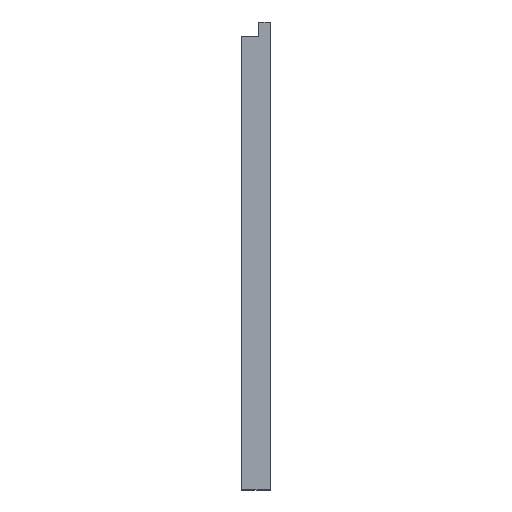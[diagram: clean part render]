
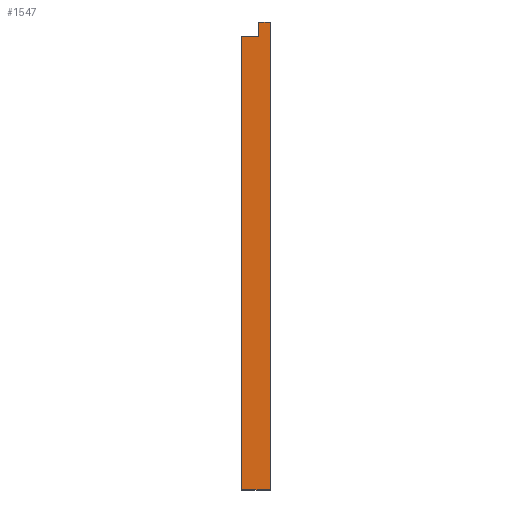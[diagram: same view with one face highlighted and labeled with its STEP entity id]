
A CAD part, left-side view. The second image highlights one B-rep face of the part: STEP entity #1547.
In plain terms, the highlighted planar face has unit normal (-1, 0, 0).
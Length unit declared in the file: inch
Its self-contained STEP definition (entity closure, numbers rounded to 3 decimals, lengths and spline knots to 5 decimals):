
#1 = VECTOR ( 'NONE', #1695, 39.37008 ) ;
#16 = CARTESIAN_POINT ( 'NONE',  ( -9.25, 0.2, 3.875 ) ) ;
#31 = DIRECTION ( 'NONE',  ( 0., 0., -1. ) ) ;
#122 = CARTESIAN_POINT ( 'NONE',  ( -9.25, 0., -4.125 ) ) ;
#208 = VECTOR ( 'NONE', #1672, 39.37008 ) ;
#212 = LINE ( 'NONE', #454, #836 ) ;
#224 = VERTEX_POINT ( 'NONE', #1348 ) ;
#263 = CARTESIAN_POINT ( 'NONE',  ( -9.25, 0.5, -4.125 ) ) ;
#289 = CARTESIAN_POINT ( 'NONE',  ( -9.25, 0.5, 4.125 ) ) ;
#313 = FACE_OUTER_BOUND ( 'NONE', #1221, .T. ) ;
#321 = CARTESIAN_POINT ( 'NONE',  ( -9.25, 0.2, 4.125 ) ) ;
#409 = EDGE_CURVE ( 'NONE', #463, #566, #212, .T. ) ;
#418 = LINE ( 'NONE', #943, #1141 ) ;
#454 = CARTESIAN_POINT ( 'NONE',  ( -9.25, 0., 4.125 ) ) ;
#463 = VERTEX_POINT ( 'NONE', #122 ) ;
#506 = ORIENTED_EDGE ( 'NONE', *, *, #1676, .F. ) ;
#523 = ORIENTED_EDGE ( 'NONE', *, *, #1031, .F. ) ;
#536 = AXIS2_PLACEMENT_3D ( 'NONE', #289, #1106, #31 ) ;
#566 = VERTEX_POINT ( 'NONE', #819 ) ;
#595 = VERTEX_POINT ( 'NONE', #321 ) ;
#643 = ORIENTED_EDGE ( 'NONE', *, *, #1297, .F. ) ;
#675 = LINE ( 'NONE', #263, #1058 ) ;
#714 = LINE ( 'NONE', #1240, #1450 ) ;
#727 = CARTESIAN_POINT ( 'NONE',  ( -9.25, 0.2, 4.125 ) ) ;
#816 = ORIENTED_EDGE ( 'NONE', *, *, #965, .F. ) ;
#819 = CARTESIAN_POINT ( 'NONE',  ( -9.25, 0., 4.125 ) ) ;
#836 = VECTOR ( 'NONE', #1514, 39.37008 ) ;
#932 = CARTESIAN_POINT ( 'NONE',  ( -9.25, 0.5, -4.125 ) ) ;
#943 = CARTESIAN_POINT ( 'NONE',  ( -9.25, 0.5, 3.875 ) ) ;
#965 = EDGE_CURVE ( 'NONE', #224, #1649, #418, .T. ) ;
#977 = EDGE_CURVE ( 'NONE', #1516, #463, #675, .T. ) ;
#990 = LINE ( 'NONE', #727, #208 ) ;
#1031 = EDGE_CURVE ( 'NONE', #1516, #224, #714, .T. ) ;
#1058 = VECTOR ( 'NONE', #1209, 39.37008 ) ;
#1106 = DIRECTION ( 'NONE',  ( 1., 0., 0. ) ) ;
#1141 = VECTOR ( 'NONE', #1585, 39.37008 ) ;
#1142 = CARTESIAN_POINT ( 'NONE',  ( -9.25, 0.5, 4.125 ) ) ;
#1209 = DIRECTION ( 'NONE',  ( 0., -1., 0. ) ) ;
#1221 = EDGE_LOOP ( 'NONE', ( #643, #506, #816, #523, #1696, #1657 ) ) ;
#1227 = PLANE ( 'NONE',  #536 ) ;
#1240 = CARTESIAN_POINT ( 'NONE',  ( -9.25, 0.5, 4.125 ) ) ;
#1292 = LINE ( 'NONE', #1142, #1 ) ;
#1297 = EDGE_CURVE ( 'NONE', #595, #566, #1292, .T. ) ;
#1348 = CARTESIAN_POINT ( 'NONE',  ( -9.25, 0.5, 3.875 ) ) ;
#1450 = VECTOR ( 'NONE', #1653, 39.37008 ) ;
#1514 = DIRECTION ( 'NONE',  ( 0., 0., 1. ) ) ;
#1516 = VERTEX_POINT ( 'NONE', #932 ) ;
#1547 = ADVANCED_FACE ( 'NONE', ( #313 ), #1227, .F. ) ;
#1585 = DIRECTION ( 'NONE',  ( 0., -1., 0. ) ) ;
#1649 = VERTEX_POINT ( 'NONE', #16 ) ;
#1653 = DIRECTION ( 'NONE',  ( 0., 0., 1. ) ) ;
#1657 = ORIENTED_EDGE ( 'NONE', *, *, #409, .T. ) ;
#1672 = DIRECTION ( 'NONE',  ( 0., 0., 1. ) ) ;
#1676 = EDGE_CURVE ( 'NONE', #1649, #595, #990, .T. ) ;
#1695 = DIRECTION ( 'NONE',  ( 0., -1., 0. ) ) ;
#1696 = ORIENTED_EDGE ( 'NONE', *, *, #977, .T. ) ;
